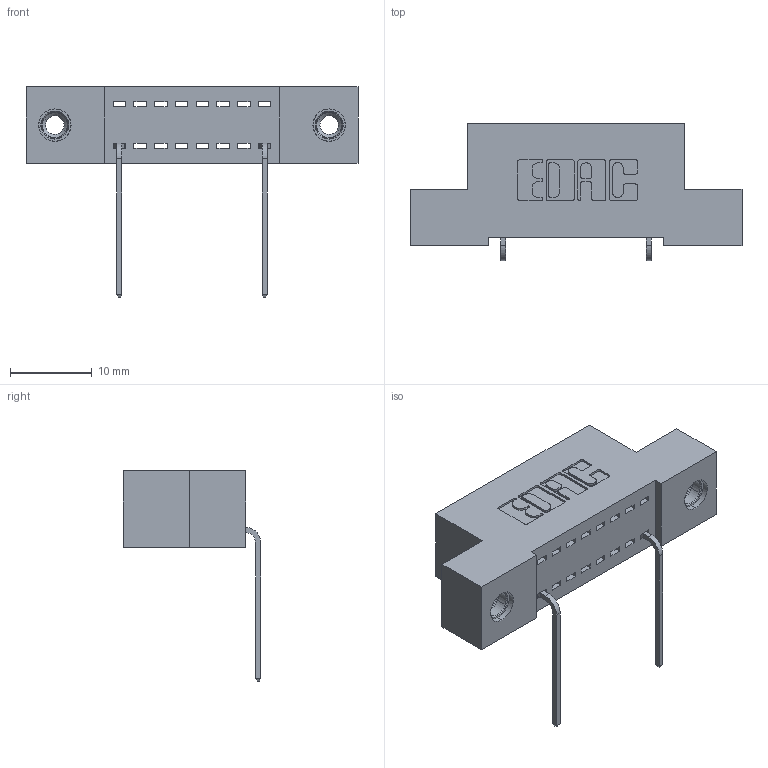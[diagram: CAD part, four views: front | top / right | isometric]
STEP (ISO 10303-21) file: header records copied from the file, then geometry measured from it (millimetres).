
FILE_DESCRIPTION (( 'STEP AP203' ), '1' );
FILE_NAME ('392-008-559-108.STEP', '2018-08-14T19:33:54', ( '' ), ( '' ), 'SwSTEP 2.0', 'SolidWorks 2016', '' );
FILE_SCHEMA (( 'CONFIG_CONTROL_DESIGN' ));
Length unit declared in the file: inch
Products named in the file (4): 345-250-001_345-250-003-102; 392-008-559-108; 342 Part_TI; 345-292-001_558 559 Tail - 1
Assembly tree (5 placements, depth 2):
  392-008-559-108
    342 Part_TI
    345-292-001_558 559 Tail - 1  x2
    345-250-001_345-250-003-102  x2
Bounding box: 40.64 x 16.83 x 25.78 mm (x, y, z)
Volume: 3370.4 mm3; surface area: 4014.6 mm2
Topology: 5 solids, 5 shells, 362 faces, 1051 edges, 690 vertices
Faces by surface type: plane 258, cylinder 88, cone 12, torus 4
Entity records: 10234 total; most frequent: CARTESIAN_POINT 1779, ORIENTED_EDGE 1722, DIRECTION 1595, EDGE_CURVE 861, VECTOR 713, LINE 713, VERTEX_POINT 568, AXIS2_PLACEMENT_3D 441
